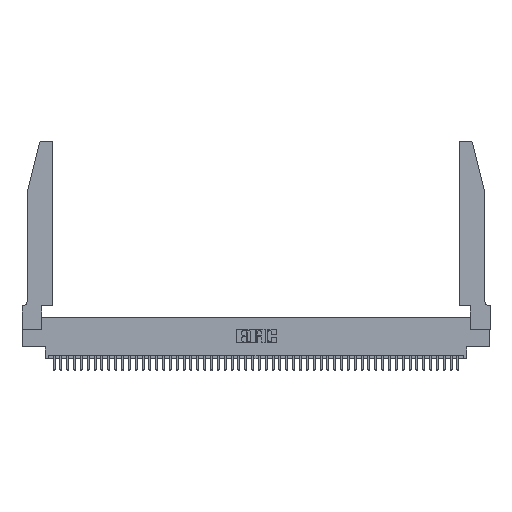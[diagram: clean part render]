
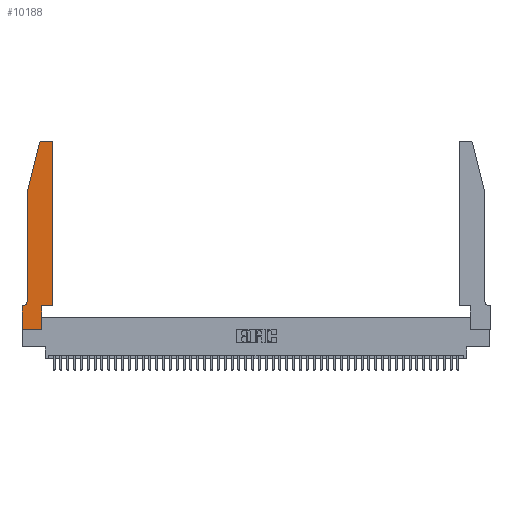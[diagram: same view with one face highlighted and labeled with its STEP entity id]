
A CAD part, top view. The second image highlights one B-rep face of the part: STEP entity #10188.
In plain terms, the highlighted planar face has unit normal (0, 0, 1).
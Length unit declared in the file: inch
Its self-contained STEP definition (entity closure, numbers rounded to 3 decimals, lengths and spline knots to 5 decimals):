
#876 = VECTOR ( 'NONE', #2051, 39.37008 ) ;
#1044 = CARTESIAN_POINT ( 'NONE',  ( 0.0755, 0.42, 0.37 ) ) ;
#1111 = DIRECTION ( 'NONE',  ( 0., 0., -1. ) ) ;
#1920 = CARTESIAN_POINT ( 'NONE',  ( 0., 0., 0.37 ) ) ;
#2051 = DIRECTION ( 'NONE',  ( 1., 0., 0. ) ) ;
#2362 = EDGE_CURVE ( 'NONE', #41647, #27157, #16927, .T. ) ;
#2540 = DIRECTION ( 'NONE',  ( -0.239, -0.971, 0. ) ) ;
#2626 = VERTEX_POINT ( 'NONE', #4873 ) ;
#2817 = DIRECTION ( 'NONE',  ( -1., 0., 0. ) ) ;
#2935 = AXIS2_PLACEMENT_3D ( 'NONE', #24316, #1111, #28142 ) ;
#4873 = CARTESIAN_POINT ( 'NONE',  ( 0.284, 2.75, 0.37 ) ) ;
#6095 = VERTEX_POINT ( 'NONE', #48464 ) ;
#6160 = LINE ( 'NONE', #15335, #35647 ) ;
#6493 = PLANE ( 'NONE',  #47143 ) ;
#6674 = CARTESIAN_POINT ( 'NONE',  ( 0.0755, 2., 0.37 ) ) ;
#6960 = CARTESIAN_POINT ( 'NONE',  ( 0.4205, 2.75, 0.37 ) ) ;
#7337 = CIRCLE ( 'NONE', #17022, 0.03 ) ;
#7696 = AXIS2_PLACEMENT_3D ( 'NONE', #35114, #12035, #38894 ) ;
#7948 = EDGE_CURVE ( 'NONE', #2626, #6095, #7337, .T. ) ;
#8023 = VERTEX_POINT ( 'NONE', #6960 ) ;
#8867 = CARTESIAN_POINT ( 'NONE',  ( 0.2605, 2.75, 0.37 ) ) ;
#9684 = VECTOR ( 'NONE', #14869, 39.37008 ) ;
#10188 = ADVANCED_FACE ( 'NONE', ( #36581 ), #6493, .T. ) ;
#10366 = DIRECTION ( 'NONE',  ( 1., 0., 0. ) ) ;
#10410 = CARTESIAN_POINT ( 'NONE',  ( 0.2865, 0.35, 0.37 ) ) ;
#10787 = ORIENTED_EDGE ( 'NONE', *, *, #31577, .T. ) ;
#12035 = DIRECTION ( 'NONE',  ( 0., 0., 1. ) ) ;
#12819 = VECTOR ( 'NONE', #47034, 39.37008 ) ;
#14227 = VECTOR ( 'NONE', #33616, 39.37008 ) ;
#14396 = CARTESIAN_POINT ( 'NONE',  ( 0.284, 2.72, 0.37 ) ) ;
#14869 = DIRECTION ( 'NONE',  ( 0., 1., 0. ) ) ;
#15252 = VERTEX_POINT ( 'NONE', #47941 ) ;
#15335 = CARTESIAN_POINT ( 'NONE',  ( 0.4505, 0.35, 0.37 ) ) ;
#15581 = ORIENTED_EDGE ( 'NONE', *, *, #47375, .T. ) ;
#15630 = ORIENTED_EDGE ( 'NONE', *, *, #42664, .T. ) ;
#15763 = VECTOR ( 'NONE', #2817, 39.37008 ) ;
#16662 = EDGE_CURVE ( 'NONE', #38554, #17104, #49471, .T. ) ;
#16927 = CIRCLE ( 'NONE', #2935, 0.07 ) ;
#17022 = AXIS2_PLACEMENT_3D ( 'NONE', #14396, #41178, #18284 ) ;
#17104 = VERTEX_POINT ( 'NONE', #20802 ) ;
#18284 = DIRECTION ( 'NONE',  ( 1., 0., 0. ) ) ;
#19163 = VERTEX_POINT ( 'NONE', #10410 ) ;
#19305 = EDGE_CURVE ( 'NONE', #22576, #20904, #6160, .T. ) ;
#19341 = VECTOR ( 'NONE', #31572, 39.37008 ) ;
#20044 = VECTOR ( 'NONE', #30897, 39.37008 ) ;
#20802 = CARTESIAN_POINT ( 'NONE',  ( 0.2865, 0., 0.37 ) ) ;
#20904 = VERTEX_POINT ( 'NONE', #46803 ) ;
#21219 = LINE ( 'NONE', #37787, #9684 ) ;
#22231 = ORIENTED_EDGE ( 'NONE', *, *, #7948, .T. ) ;
#22483 = LINE ( 'NONE', #45977, #20044 ) ;
#22576 = VERTEX_POINT ( 'NONE', #49456 ) ;
#23765 = EDGE_CURVE ( 'NONE', #19163, #22576, #24516, .T. ) ;
#24073 = ORIENTED_EDGE ( 'NONE', *, *, #48094, .T. ) ;
#24316 = CARTESIAN_POINT ( 'NONE',  ( 0.0055, 0.42, 0.37 ) ) ;
#24516 = LINE ( 'NONE', #29760, #14227 ) ;
#26470 = EDGE_LOOP ( 'NONE', ( #38912, #22231, #15581, #29443, #33061, #24073, #37764, #41355, #15630, #29488, #33109, #10787 ) ) ;
#27157 = VERTEX_POINT ( 'NONE', #40383 ) ;
#27692 = CARTESIAN_POINT ( 'NONE',  ( 0., 0., 0.37 ) ) ;
#28131 = CIRCLE ( 'NONE', #7696, 0.03 ) ;
#28142 = DIRECTION ( 'NONE',  ( -1., 0., 0. ) ) ;
#28434 = LINE ( 'NONE', #44923, #15763 ) ;
#29169 = VERTEX_POINT ( 'NONE', #6674 ) ;
#29443 = ORIENTED_EDGE ( 'NONE', *, *, #42146, .T. ) ;
#29488 = ORIENTED_EDGE ( 'NONE', *, *, #23765, .T. ) ;
#29760 = CARTESIAN_POINT ( 'NONE',  ( 0.4505, 0.35, 0.37 ) ) ;
#30897 = DIRECTION ( 'NONE',  ( 0., -1., 0. ) ) ;
#31572 = DIRECTION ( 'NONE',  ( 0., -1., 0. ) ) ;
#31577 = EDGE_CURVE ( 'NONE', #20904, #8023, #28131, .T. ) ;
#33061 = ORIENTED_EDGE ( 'NONE', *, *, #2362, .T. ) ;
#33109 = ORIENTED_EDGE ( 'NONE', *, *, #19305, .T. ) ;
#33345 = LINE ( 'NONE', #8867, #12819 ) ;
#33477 = DIRECTION ( 'NONE',  ( 0., 0., 1. ) ) ;
#33616 = DIRECTION ( 'NONE',  ( 1., 0., 0. ) ) ;
#34243 = EDGE_CURVE ( 'NONE', #15252, #38554, #39650, .T. ) ;
#35114 = CARTESIAN_POINT ( 'NONE',  ( 0.4205, 2.72, 0.37 ) ) ;
#35647 = VECTOR ( 'NONE', #45899, 39.37008 ) ;
#36581 = FACE_OUTER_BOUND ( 'NONE', #26470, .T. ) ;
#37764 = ORIENTED_EDGE ( 'NONE', *, *, #34243, .T. ) ;
#37787 = CARTESIAN_POINT ( 'NONE',  ( 0.2865, 0.35, 0.37 ) ) ;
#38407 = EDGE_CURVE ( 'NONE', #8023, #2626, #33345, .T. ) ;
#38512 = VECTOR ( 'NONE', #2540, 39.37008 ) ;
#38554 = VERTEX_POINT ( 'NONE', #1920 ) ;
#38894 = DIRECTION ( 'NONE',  ( 1., 0., 0. ) ) ;
#38912 = ORIENTED_EDGE ( 'NONE', *, *, #38407, .T. ) ;
#39650 = LINE ( 'NONE', #27692, #19341 ) ;
#40383 = CARTESIAN_POINT ( 'NONE',  ( 0.0055, 0.35, 0.37 ) ) ;
#40510 = CARTESIAN_POINT ( 'NONE',  ( 0., 0., 0.37 ) ) ;
#41178 = DIRECTION ( 'NONE',  ( 0., 0., 1. ) ) ;
#41355 = ORIENTED_EDGE ( 'NONE', *, *, #16662, .T. ) ;
#41647 = VERTEX_POINT ( 'NONE', #1044 ) ;
#42146 = EDGE_CURVE ( 'NONE', #29169, #41647, #22483, .T. ) ;
#42664 = EDGE_CURVE ( 'NONE', #17104, #19163, #21219, .T. ) ;
#44923 = CARTESIAN_POINT ( 'NONE',  ( 0.0755, 0.35, 0.37 ) ) ;
#45899 = DIRECTION ( 'NONE',  ( 0., 1., 0. ) ) ;
#45977 = CARTESIAN_POINT ( 'NONE',  ( 0.0755, 2., 0.37 ) ) ;
#46803 = CARTESIAN_POINT ( 'NONE',  ( 0.4505, 2.72, 0.37 ) ) ;
#47034 = DIRECTION ( 'NONE',  ( -1., 0., 0. ) ) ;
#47143 = AXIS2_PLACEMENT_3D ( 'NONE', #48524, #33477, #10366 ) ;
#47375 = EDGE_CURVE ( 'NONE', #6095, #29169, #48619, .T. ) ;
#47941 = CARTESIAN_POINT ( 'NONE',  ( 0., 0.35, 0.37 ) ) ;
#48094 = EDGE_CURVE ( 'NONE', #27157, #15252, #28434, .T. ) ;
#48302 = CARTESIAN_POINT ( 'NONE',  ( 0.0755, 2., 0.37 ) ) ;
#48464 = CARTESIAN_POINT ( 'NONE',  ( 0.25487, 2.72718, 0.37 ) ) ;
#48524 = CARTESIAN_POINT ( 'NONE',  ( 0., 0.35, 0.37 ) ) ;
#48619 = LINE ( 'NONE', #48302, #38512 ) ;
#49456 = CARTESIAN_POINT ( 'NONE',  ( 0.4505, 0.35, 0.37 ) ) ;
#49471 = LINE ( 'NONE', #40510, #876 ) ;
